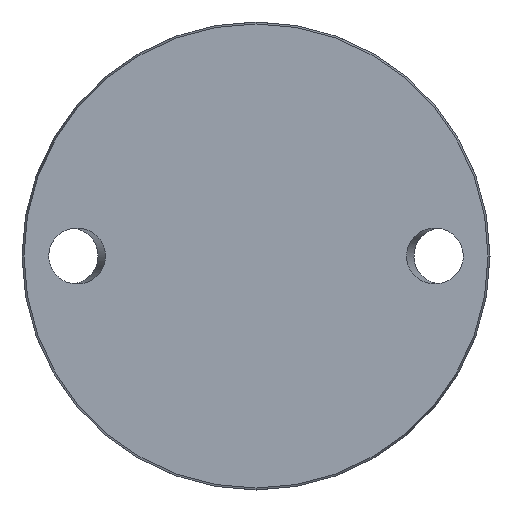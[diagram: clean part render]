
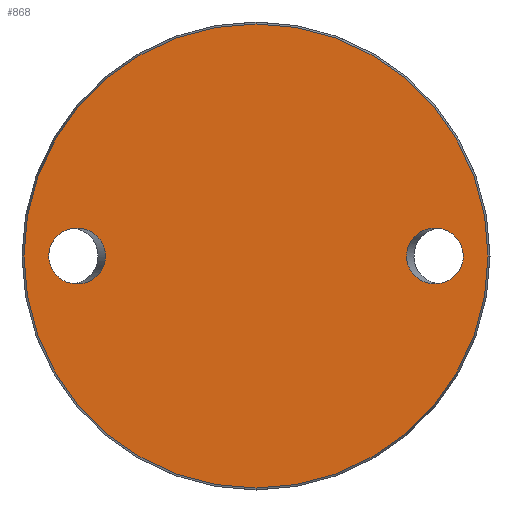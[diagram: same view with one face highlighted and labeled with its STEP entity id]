
A CAD part, front view. The second image highlights one B-rep face of the part: STEP entity #868.
In plain terms, the highlighted planar face has unit normal (0, -1, 0).
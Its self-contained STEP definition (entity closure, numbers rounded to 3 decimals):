
#56 = ORIENTED_EDGE ( 'NONE', *, *, #740, .T. ) ;
#58 = CARTESIAN_POINT ( 'NONE',  ( 44.385, 0., -16.5 ) ) ;
#62 = DIRECTION ( 'NONE',  ( 0., 0., -1. ) ) ;
#87 = FACE_OUTER_BOUND ( 'NONE', #464, .T. ) ;
#121 = DIRECTION ( 'NONE',  ( 0., -1., 0. ) ) ;
#124 = CARTESIAN_POINT ( 'NONE',  ( -44.385, 0., 0. ) ) ;
#128 = CARTESIAN_POINT ( 'NONE',  ( -61.115, 0., 0. ) ) ;
#148 = FACE_BOUND ( 'NONE', #820, .T. ) ;
#182 = CIRCLE ( 'NONE', #644, 68.425 ) ;
#183 = CARTESIAN_POINT ( 'NONE',  ( -61.115, 0., 16.5 ) ) ;
#193 = CARTESIAN_POINT ( 'NONE',  ( -44.385, 0., -16.5 ) ) ;
#210 = CARTESIAN_POINT ( 'NONE',  ( 44.385, 0., 0. ) ) ;
#260 = ORIENTED_EDGE ( 'NONE', *, *, #590, .T. ) ;
#290 = CARTESIAN_POINT ( 'NONE',  ( 61.115, 0., 0. ) ) ;
#297 = CARTESIAN_POINT ( 'NONE',  ( -68.425, 0., 0. ) ) ;
#389 =( BOUNDED_CURVE ( )  B_SPLINE_CURVE ( 3, ( #584, #183, #662, #124, #193, #579, #128 ),
 .UNSPECIFIED., .T., .T. ) 
 B_SPLINE_CURVE_WITH_KNOTS ( ( 4, 3, 4 ),
 ( 0., 3.142, 6.283 ),
 .UNSPECIFIED. ) 
 CURVE ( )  GEOMETRIC_REPRESENTATION_ITEM ( )  RATIONAL_B_SPLINE_CURVE ( ( 1., 0.333, 0.333, 1., 0.333, 0.333, 1. ) ) 
 REPRESENTATION_ITEM ( '' )  );
#444 = CARTESIAN_POINT ( 'NONE',  ( 44.385, 0., 0. ) ) ;
#464 = EDGE_LOOP ( 'NONE', ( #56 ) ) ;
#473 = PLANE ( 'NONE',  #676 ) ;
#556 = DIRECTION ( 'NONE',  ( 0., 1., 0. ) ) ;
#579 = CARTESIAN_POINT ( 'NONE',  ( -61.115, 0., -16.5 ) ) ;
#584 = CARTESIAN_POINT ( 'NONE',  ( -61.115, 0., 0. ) ) ;
#590 = EDGE_CURVE ( 'NONE', #978, #978, #389, .T. ) ;
#602 = CARTESIAN_POINT ( 'NONE',  ( 61.115, 0., 16.5 ) ) ;
#612 = DIRECTION ( 'NONE',  ( 0., 0., 1. ) ) ;
#632 = FACE_BOUND ( 'NONE', #932, .T. ) ;
#644 = AXIS2_PLACEMENT_3D ( 'NONE', #829, #121, #62 ) ;
#662 = CARTESIAN_POINT ( 'NONE',  ( -44.385, 0., 16.5 ) ) ;
#672 = CARTESIAN_POINT ( 'NONE',  ( 44.385, 0., 0. ) ) ;
#676 = AXIS2_PLACEMENT_3D ( 'NONE', #297, #556, #612 ) ;
#679 = CARTESIAN_POINT ( 'NONE',  ( 0., 0., -68.425 ) ) ;
#699 = EDGE_CURVE ( 'NONE', #984, #984, #866, .T. ) ;
#740 = EDGE_CURVE ( 'NONE', #822, #822, #182, .T. ) ;
#750 = CARTESIAN_POINT ( 'NONE',  ( 61.115, 0., -16.5 ) ) ;
#819 = ORIENTED_EDGE ( 'NONE', *, *, #699, .F. ) ;
#820 = EDGE_LOOP ( 'NONE', ( #260 ) ) ;
#822 = VERTEX_POINT ( 'NONE', #679 ) ;
#829 = CARTESIAN_POINT ( 'NONE',  ( 0., 0., 0. ) ) ;
#866 =( BOUNDED_CURVE ( )  B_SPLINE_CURVE ( 3, ( #444, #58, #750, #290, #602, #909, #210 ),
 .UNSPECIFIED., .T., .T. ) 
 B_SPLINE_CURVE_WITH_KNOTS ( ( 4, 3, 4 ),
 ( 0., 3.142, 6.283 ),
 .UNSPECIFIED. ) 
 CURVE ( )  GEOMETRIC_REPRESENTATION_ITEM ( )  RATIONAL_B_SPLINE_CURVE ( ( 1., 0.333, 0.333, 1., 0.333, 0.333, 1. ) ) 
 REPRESENTATION_ITEM ( '' )  );
#868 = ADVANCED_FACE ( 'NONE', ( #148, #632, #87 ), #473, .F. ) ;
#909 = CARTESIAN_POINT ( 'NONE',  ( 44.385, 0., 16.5 ) ) ;
#932 = EDGE_LOOP ( 'NONE', ( #819 ) ) ;
#970 = CARTESIAN_POINT ( 'NONE',  ( -61.115, 0., 0. ) ) ;
#978 = VERTEX_POINT ( 'NONE', #970 ) ;
#984 = VERTEX_POINT ( 'NONE', #672 ) ;
